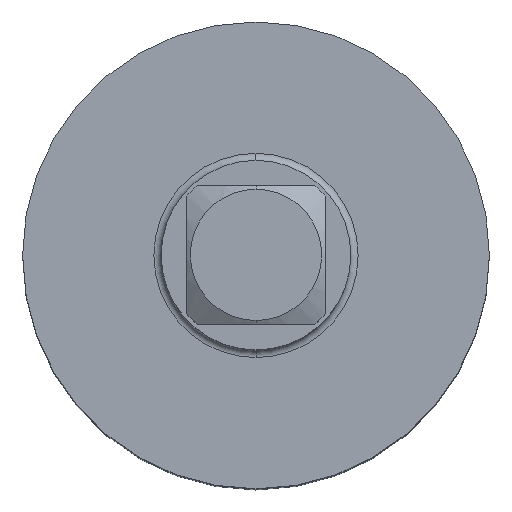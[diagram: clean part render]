
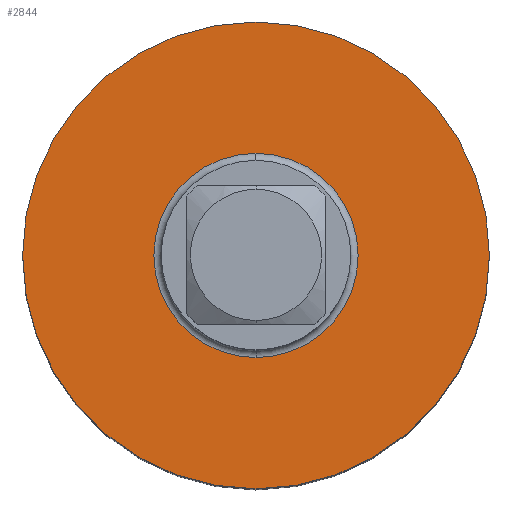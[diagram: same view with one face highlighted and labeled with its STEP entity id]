
A CAD part, top view. The second image highlights one B-rep face of the part: STEP entity #2844.
In plain terms, the highlighted planar face has unit normal (0, 0, 1).
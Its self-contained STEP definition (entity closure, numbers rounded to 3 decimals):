
#1234=CARTESIAN_POINT('',(0.,0.,24.5));
#1235=DIRECTION('',(0.,0.,-1.));
#1236=DIRECTION('',(0.,-1.,0.));
#1237=AXIS2_PLACEMENT_3D('',#1234,#1235,#1236);
#1257=CARTESIAN_POINT('',(0.,0.,24.5));
#1258=DIRECTION('',(0.,0.,1.));
#1259=DIRECTION('',(0.,-1.,0.));
#1260=AXIS2_PLACEMENT_3D('',#1257,#1258,#1259);
#1272=CARTESIAN_POINT('',(0.,0.,24.5));
#1273=DIRECTION('',(0.,0.,-1.));
#1274=DIRECTION('',(0.,1.,0.));
#1275=AXIS2_PLACEMENT_3D('',#1272,#1273,#1274);
#1280=CARTESIAN_POINT('',(0.,0.,24.5));
#1281=DIRECTION('',(0.,0.,-1.));
#1282=DIRECTION('',(0.,-1.,0.));
#1283=AXIS2_PLACEMENT_3D('',#1280,#1281,#1282);
#1947=CARTESIAN_POINT('',(0.,-16.,24.5));
#1948=CARTESIAN_POINT('',(0.,16.,24.5));
#1949=VERTEX_POINT('',#1947);
#1950=VERTEX_POINT('',#1948);
#2043=CARTESIAN_POINT('',(0.,7.,24.5));
#2044=CARTESIAN_POINT('',(0.,-7.,24.5));
#2045=VERTEX_POINT('',#2043);
#2046=VERTEX_POINT('',#2044);
#2829=CARTESIAN_POINT('',(0.,0.,24.5));
#2830=DIRECTION('',(0.,0.,-1.));
#2831=DIRECTION('',(0.,-1.,0.));
#2832=AXIS2_PLACEMENT_3D('',#2829,#2830,#2831);
#2833=PLANE('',#2832);
#2834=ORIENTED_EDGE('',*,*,#2823,.F.);
#2835=ORIENTED_EDGE('',*,*,#2809,.T.);
#2836=EDGE_LOOP('',(#2834,#2835));
#2837=FACE_OUTER_BOUND('',#2836,.F.);
#2839=ORIENTED_EDGE('',*,*,#2838,.F.);
#2841=ORIENTED_EDGE('',*,*,#2840,.F.);
#2842=EDGE_LOOP('',(#2839,#2841));
#2843=FACE_BOUND('',#2842,.F.);
#2844=ADVANCED_FACE('',(#2837,#2843),#2833,.F.);
#1238=CIRCLE('',#1237,16.);
#1261=CIRCLE('',#1260,16.);
#1276=CIRCLE('',#1275,7.);
#1284=CIRCLE('',#1283,7.);
#2809=EDGE_CURVE('',#1949,#1950,#1238,.T.);
#2823=EDGE_CURVE('',#1949,#1950,#1261,.T.);
#2838=EDGE_CURVE('',#2045,#2046,#1276,.T.);
#2840=EDGE_CURVE('',#2046,#2045,#1284,.T.);
